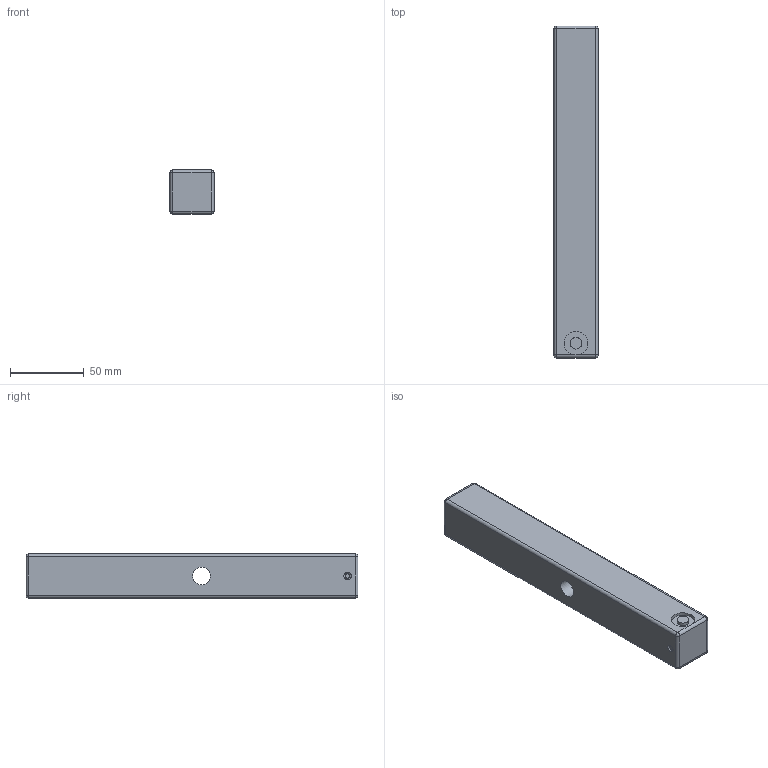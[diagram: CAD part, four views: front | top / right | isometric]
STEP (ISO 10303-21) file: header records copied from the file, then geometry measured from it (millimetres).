
FILE_DESCRIPTION(/* description */ (''),/* implementation_level */ '2;1');
FILE_NAME(/* name */ 'levier sequentiel.stp',/* time_stamp */ '2022-01-08T10:37:01+01:00',/* author */ ('liegu'),/* organization */ (''),/* preprocessor_version */ 'ST-DEVELOPER v18',/* originating_system */ 'Autodesk Inventor 2020',/* authorisation */ '');
FILE_SCHEMA (('AUTOMOTIVE_DESIGN { 1 0 10303 214 3 1 1 }'));
Length unit declared in the file: millimetre
Products named in the file (1): Pièce1
Bounding box: 30 x 225 x 30 mm (x, y, z)
Volume: 195146.2 mm3; surface area: 29982.9 mm2
Topology: 1 solids, 1 shells, 41 faces, 81 edges, 47 vertices
Faces by surface type: cylinder 18, plane 13, sphere 8, torus 2
Full cylindrical faces by diameter (mm): 8 x2, 10 x1, 12 x1, 16 x2
Entity records: 1101 total; most frequent: DIRECTION 214, CARTESIAN_POINT 170, ORIENTED_EDGE 162, AXIS2_PLACEMENT_3D 91, EDGE_CURVE 81, CIRCLE 49, EDGE_LOOP 48, VERTEX_POINT 47
